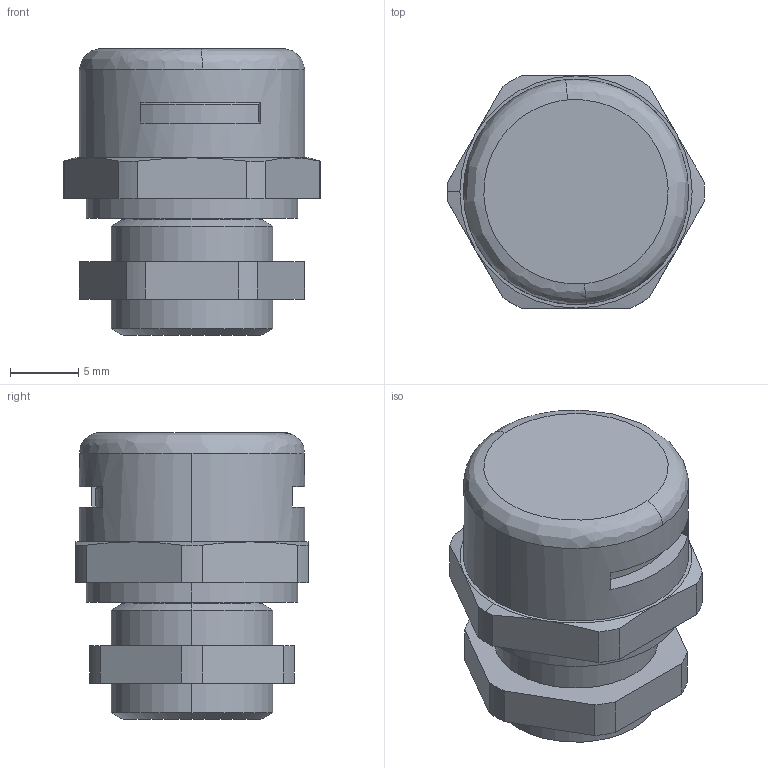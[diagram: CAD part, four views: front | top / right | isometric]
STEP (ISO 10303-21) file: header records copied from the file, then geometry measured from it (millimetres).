
FILE_DESCRIPTION (( 'STEP AP203' ), '1' );
FILE_NAME ('HBBVP-01L-WNL.step', '2024-03-20T14:39:10', ( '' ), ( '' ), 'SwSTEP 2.0', 'SolidWorks 2023', '' );
FILE_SCHEMA (( 'CONFIG_CONTROL_DESIGN' ));
Length unit declared in the file: inch
Products named in the file (1): HBBVP-01L-WNL
Bounding box: 18.8 x 17 x 21 mm (x, y, z)
Volume: 3889.2 mm3; surface area: 2279.9 mm2
Topology: 3 solids, 3 shells, 82 faces, 201 edges, 128 vertices
Faces by surface type: cylinder 30, plane 29, cone 14, bspline 9
Entity records: 2741 total; most frequent: CARTESIAN_POINT 726, DIRECTION 418, ORIENTED_EDGE 400, EDGE_CURVE 200, AXIS2_PLACEMENT_3D 169, VERTEX_POINT 128, CIRCLE 95, EDGE_LOOP 90
